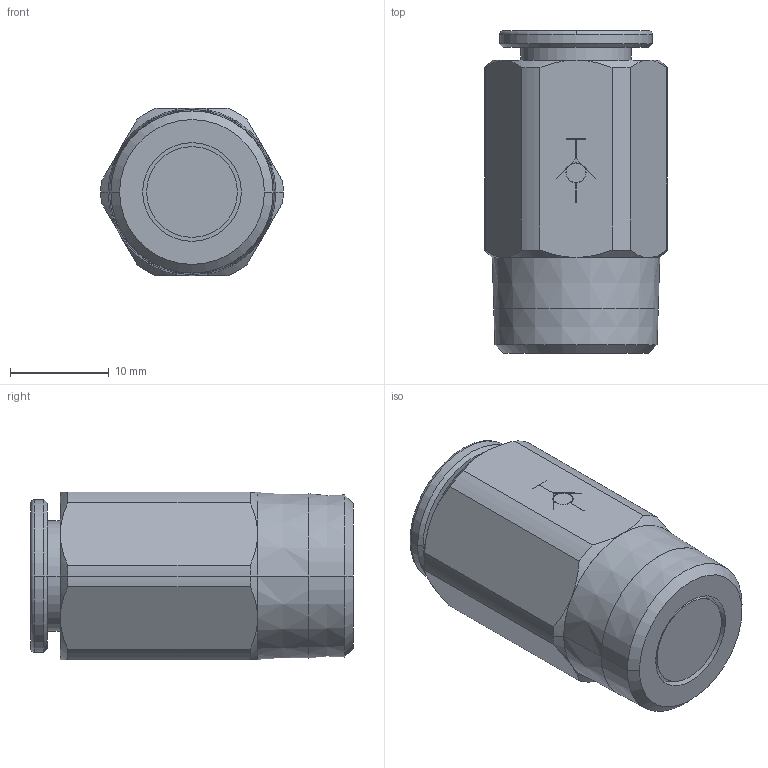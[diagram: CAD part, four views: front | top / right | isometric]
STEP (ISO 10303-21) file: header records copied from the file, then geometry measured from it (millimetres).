
FILE_DESCRIPTION(('STEP AP214'),'1');
FILE_NAME('3091_10_17.stp','2016-07-07T14:54:29',('TraceParts'),('TraceParts S.A.'),'Spatial InterOp 3D',' ',' ');
FILE_SCHEMA(('automotive_design'));
Length unit declared in the file: millimetre
Products named in the file (1): 1
Bounding box: 18.5 x 32.7 x 17 mm (x, y, z)
Volume: 5636 mm3; surface area: 3227.4 mm2
Topology: 1 solids, 1 shells, 90 faces, 214 edges, 137 vertices
Faces by surface type: plane 37, cylinder 27, cone 24, torus 2
Entity records: 2652 total; most frequent: CARTESIAN_POINT 538, DIRECTION 463, ORIENTED_EDGE 428, EDGE_CURVE 214, AXIS2_PLACEMENT_3D 182, VERTEX_POINT 137, EDGE_LOOP 101, LINE 99
